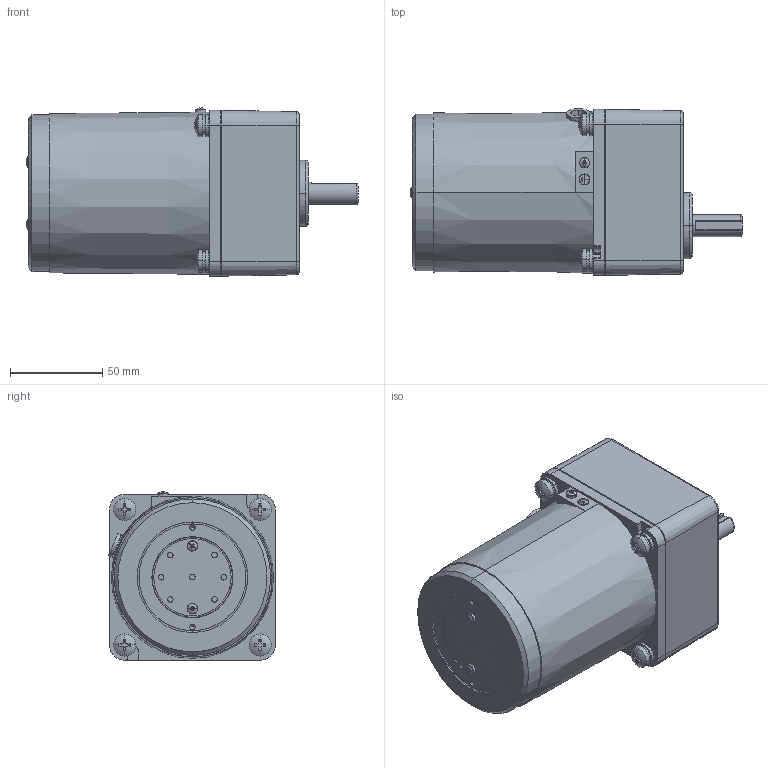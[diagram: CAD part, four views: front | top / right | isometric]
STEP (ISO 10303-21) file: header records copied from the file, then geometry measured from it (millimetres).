
FILE_DESCRIPTION (( 'STEP AP203' ), '1' );
FILE_NAME ('5RK40GN-C(5GN3K-18K).STEP', '2020-04-09T02:31:55', ( 'Windows 蚚誧' ), ( '' ), 'SwSTEP 2.0', 'SolidWorks 2019', '' );
FILE_SCHEMA (( 'CONFIG_CONTROL_DESIGN' ));
Length unit declared in the file: millimetre
Products named in the file (5): 5IK40A-C 5GN3K‵18K.stp; M3; 5RK40GN-C(5GN3K-18K); 5IK40GN-C(5GN3K-18K); 90ZNGB
Assembly tree (6 placements, depth 3):
  5RK40GN-C(5GN3K-18K)
    5IK40GN-C(5GN3K-18K)
      5IK40A-C 5GN3K‵18K.stp
      M3
    90ZNGB
    M3  x2
Bounding box: 180.25 x 90.47 x 91.35 mm (x, y, z)
Volume: 976679.1 mm3; surface area: 102810.3 mm2
Topology: 36 solids, 36 shells, 1179 faces, 2967 edges, 1879 vertices
Faces by surface type: plane 403, cylinder 399, cone 262, sphere 58, torus 55, bspline 2
Entity records: 28694 total; most frequent: CARTESIAN_POINT 5385, DIRECTION 5205, ORIENTED_EDGE 4554, EDGE_CURVE 2277, AXIS2_PLACEMENT_3D 2127, VERTEX_POINT 1471, CIRCLE 1198, EDGE_LOOP 1004
